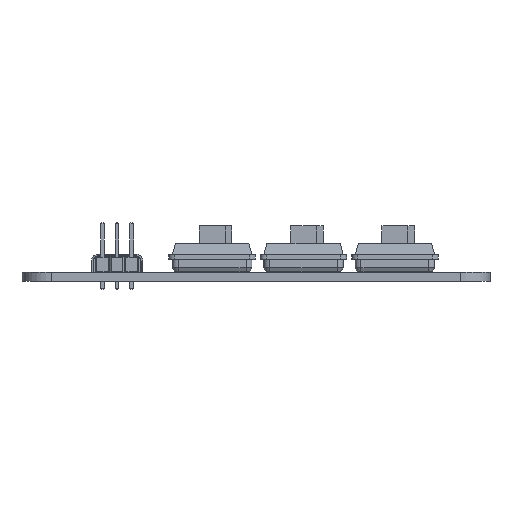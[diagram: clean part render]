
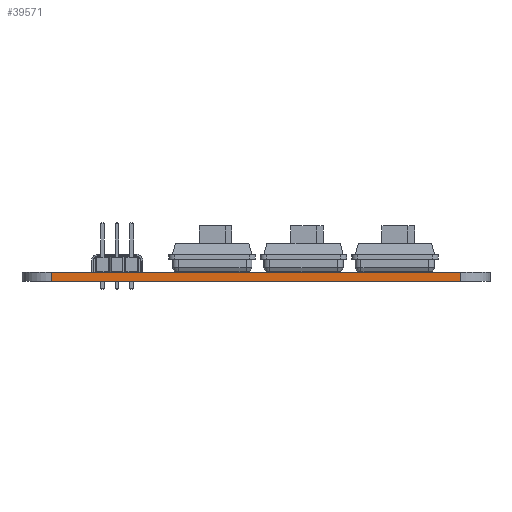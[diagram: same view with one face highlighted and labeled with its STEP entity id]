
A CAD part, left-side view. The second image highlights one B-rep face of the part: STEP entity #39571.
In plain terms, the highlighted planar face has unit normal (-1, 0, 0).
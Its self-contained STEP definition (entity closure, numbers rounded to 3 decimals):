
#39571 = ADVANCED_FACE('',(#39572),#39586,.F.);
#39572 = FACE_BOUND('',#39573,.F.);
#39573 = EDGE_LOOP('',(#39574,#39609,#39637,#39665));
#39574 = ORIENTED_EDGE('',*,*,#39575,.T.);
#39575 = EDGE_CURVE('',#39576,#39578,#39580,.T.);
#39576 = VERTEX_POINT('',#39577);
#39577 = CARTESIAN_POINT('',(167.005,-41.275,0.));
#39578 = VERTEX_POINT('',#39579);
#39579 = CARTESIAN_POINT('',(167.005,-41.275,1.6));
#39580 = SURFACE_CURVE('',#39581,(#39585,#39597),.PCURVE_S1.);
#39581 = LINE('',#39582,#39583);
#39582 = CARTESIAN_POINT('',(167.005,-41.275,0.));
#39583 = VECTOR('',#39584,1.);
#39584 = DIRECTION('',(0.,0.,1.));
#39585 = PCURVE('',#39586,#39591);
#39586 = PLANE('',#39587);
#39587 = AXIS2_PLACEMENT_3D('',#39588,#39589,#39590);
#39588 = CARTESIAN_POINT('',(167.005,-41.275,0.));
#39589 = DIRECTION('',(1.,0.,0.));
#39590 = DIRECTION('',(0.,-1.,0.));
#39591 = DEFINITIONAL_REPRESENTATION('',(#39592),#39596);
#39592 = LINE('',#39593,#39594);
#39593 = CARTESIAN_POINT('',(0.,0.));
#39594 = VECTOR('',#39595,1.);
#39595 = DIRECTION('',(0.,-1.));
#39596 = ( GEOMETRIC_REPRESENTATION_CONTEXT(2) 
PARAMETRIC_REPRESENTATION_CONTEXT() REPRESENTATION_CONTEXT('2D SPACE',''
  ) );
#39597 = PCURVE('',#39598,#39603);
#39598 = CYLINDRICAL_SURFACE('',#39599,5.08);
#39599 = AXIS2_PLACEMENT_3D('',#39600,#39601,#39602);
#39600 = CARTESIAN_POINT('',(172.085,-41.275,0.));
#39601 = DIRECTION('',(0.,0.,-1.));
#39602 = DIRECTION('',(1.,0.,0.));
#39603 = DEFINITIONAL_REPRESENTATION('',(#39604),#39608);
#39604 = LINE('',#39605,#39606);
#39605 = CARTESIAN_POINT('',(-3.142,0.));
#39606 = VECTOR('',#39607,1.);
#39607 = DIRECTION('',(0.,-1.));
#39608 = ( GEOMETRIC_REPRESENTATION_CONTEXT(2) 
PARAMETRIC_REPRESENTATION_CONTEXT() REPRESENTATION_CONTEXT('2D SPACE',''
  ) );
#39609 = ORIENTED_EDGE('',*,*,#39610,.T.);
#39610 = EDGE_CURVE('',#39578,#39611,#39613,.T.);
#39611 = VERTEX_POINT('',#39612);
#39612 = CARTESIAN_POINT('',(167.005,-112.395,1.6));
#39613 = SURFACE_CURVE('',#39614,(#39618,#39625),.PCURVE_S1.);
#39614 = LINE('',#39615,#39616);
#39615 = CARTESIAN_POINT('',(167.005,-41.275,1.6));
#39616 = VECTOR('',#39617,1.);
#39617 = DIRECTION('',(0.,-1.,0.));
#39618 = PCURVE('',#39586,#39619);
#39619 = DEFINITIONAL_REPRESENTATION('',(#39620),#39624);
#39620 = LINE('',#39621,#39622);
#39621 = CARTESIAN_POINT('',(0.,-1.6));
#39622 = VECTOR('',#39623,1.);
#39623 = DIRECTION('',(1.,0.));
#39624 = ( GEOMETRIC_REPRESENTATION_CONTEXT(2) 
PARAMETRIC_REPRESENTATION_CONTEXT() REPRESENTATION_CONTEXT('2D SPACE',''
  ) );
#39625 = PCURVE('',#39626,#39631);
#39626 = PLANE('',#39627);
#39627 = AXIS2_PLACEMENT_3D('',#39628,#39629,#39630);
#39628 = CARTESIAN_POINT('',(202.565,-76.835,1.6));
#39629 = DIRECTION('',(0.,0.,1.));
#39630 = DIRECTION('',(1.,0.,0.));
#39631 = DEFINITIONAL_REPRESENTATION('',(#39632),#39636);
#39632 = LINE('',#39633,#39634);
#39633 = CARTESIAN_POINT('',(-35.56,35.56));
#39634 = VECTOR('',#39635,1.);
#39635 = DIRECTION('',(0.,-1.));
#39636 = ( GEOMETRIC_REPRESENTATION_CONTEXT(2) 
PARAMETRIC_REPRESENTATION_CONTEXT() REPRESENTATION_CONTEXT('2D SPACE',''
  ) );
#39637 = ORIENTED_EDGE('',*,*,#39638,.F.);
#39638 = EDGE_CURVE('',#39639,#39611,#39641,.T.);
#39639 = VERTEX_POINT('',#39640);
#39640 = CARTESIAN_POINT('',(167.005,-112.395,0.));
#39641 = SURFACE_CURVE('',#39642,(#39646,#39653),.PCURVE_S1.);
#39642 = LINE('',#39643,#39644);
#39643 = CARTESIAN_POINT('',(167.005,-112.395,0.));
#39644 = VECTOR('',#39645,1.);
#39645 = DIRECTION('',(0.,0.,1.));
#39646 = PCURVE('',#39586,#39647);
#39647 = DEFINITIONAL_REPRESENTATION('',(#39648),#39652);
#39648 = LINE('',#39649,#39650);
#39649 = CARTESIAN_POINT('',(71.12,0.));
#39650 = VECTOR('',#39651,1.);
#39651 = DIRECTION('',(0.,-1.));
#39652 = ( GEOMETRIC_REPRESENTATION_CONTEXT(2) 
PARAMETRIC_REPRESENTATION_CONTEXT() REPRESENTATION_CONTEXT('2D SPACE',''
  ) );
#39653 = PCURVE('',#39654,#39659);
#39654 = CYLINDRICAL_SURFACE('',#39655,5.08);
#39655 = AXIS2_PLACEMENT_3D('',#39656,#39657,#39658);
#39656 = CARTESIAN_POINT('',(172.085,-112.395,0.));
#39657 = DIRECTION('',(0.,0.,-1.));
#39658 = DIRECTION('',(1.,0.,0.));
#39659 = DEFINITIONAL_REPRESENTATION('',(#39660),#39664);
#39660 = LINE('',#39661,#39662);
#39661 = CARTESIAN_POINT('',(-3.142,0.));
#39662 = VECTOR('',#39663,1.);
#39663 = DIRECTION('',(0.,-1.));
#39664 = ( GEOMETRIC_REPRESENTATION_CONTEXT(2) 
PARAMETRIC_REPRESENTATION_CONTEXT() REPRESENTATION_CONTEXT('2D SPACE',''
  ) );
#39665 = ORIENTED_EDGE('',*,*,#39666,.F.);
#39666 = EDGE_CURVE('',#39576,#39639,#39667,.T.);
#39667 = SURFACE_CURVE('',#39668,(#39672,#39679),.PCURVE_S1.);
#39668 = LINE('',#39669,#39670);
#39669 = CARTESIAN_POINT('',(167.005,-41.275,0.));
#39670 = VECTOR('',#39671,1.);
#39671 = DIRECTION('',(0.,-1.,0.));
#39672 = PCURVE('',#39586,#39673);
#39673 = DEFINITIONAL_REPRESENTATION('',(#39674),#39678);
#39674 = LINE('',#39675,#39676);
#39675 = CARTESIAN_POINT('',(0.,0.));
#39676 = VECTOR('',#39677,1.);
#39677 = DIRECTION('',(1.,0.));
#39678 = ( GEOMETRIC_REPRESENTATION_CONTEXT(2) 
PARAMETRIC_REPRESENTATION_CONTEXT() REPRESENTATION_CONTEXT('2D SPACE',''
  ) );
#39679 = PCURVE('',#39680,#39685);
#39680 = PLANE('',#39681);
#39681 = AXIS2_PLACEMENT_3D('',#39682,#39683,#39684);
#39682 = CARTESIAN_POINT('',(202.565,-76.835,0.));
#39683 = DIRECTION('',(0.,0.,1.));
#39684 = DIRECTION('',(1.,0.,0.));
#39685 = DEFINITIONAL_REPRESENTATION('',(#39686),#39690);
#39686 = LINE('',#39687,#39688);
#39687 = CARTESIAN_POINT('',(-35.56,35.56));
#39688 = VECTOR('',#39689,1.);
#39689 = DIRECTION('',(0.,-1.));
#39690 = ( GEOMETRIC_REPRESENTATION_CONTEXT(2) 
PARAMETRIC_REPRESENTATION_CONTEXT() REPRESENTATION_CONTEXT('2D SPACE',''
  ) );
